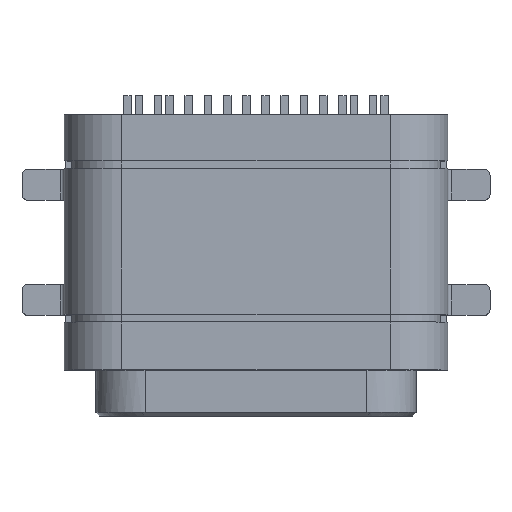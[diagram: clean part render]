
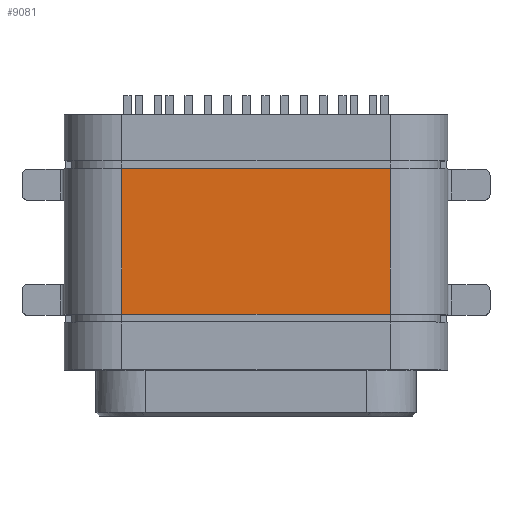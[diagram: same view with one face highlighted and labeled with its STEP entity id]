
A CAD part, top view. The second image highlights one B-rep face of the part: STEP entity #9081.
In plain terms, the highlighted planar face has unit normal (0, 0, 1).
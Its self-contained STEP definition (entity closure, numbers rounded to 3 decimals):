
#525=FACE_OUTER_BOUND('',#1010,.T.);
#1010=EDGE_LOOP('',(#7169,#7170,#7171,#7172));
#1649=LINE('',#13832,#2747);
#1676=LINE('',#13903,#2774);
#1936=LINE('',#14542,#3034);
#1937=LINE('',#14543,#3035);
#2747=VECTOR('',#10617,1.);
#2774=VECTOR('',#10682,1.);
#3034=VECTOR('',#11330,1.);
#3035=VECTOR('',#11331,1.);
#3875=VERTEX_POINT('',#13830);
#3876=VERTEX_POINT('',#13831);
#3900=VERTEX_POINT('',#13900);
#3901=VERTEX_POINT('',#13902);
#4824=EDGE_CURVE('',#3875,#3876,#1649,.T.);
#4864=EDGE_CURVE('',#3900,#3901,#1676,.T.);
#5155=EDGE_CURVE('',#3875,#3901,#1936,.T.);
#5156=EDGE_CURVE('',#3900,#3876,#1937,.T.);
#7169=ORIENTED_EDGE('',*,*,#5155,.T.);
#7170=ORIENTED_EDGE('',*,*,#4864,.F.);
#7171=ORIENTED_EDGE('',*,*,#5156,.T.);
#7172=ORIENTED_EDGE('',*,*,#4824,.F.);
#8399=PLANE('',#9652);
#9081=ADVANCED_FACE('',(#525),#8399,.T.);
#9652=AXIS2_PLACEMENT_3D('',#14541,#11328,#11329);
#10617=DIRECTION('',(-1.,0.,0.));
#10682=DIRECTION('',(1.,0.,0.));
#11328=DIRECTION('center_axis',(0.,0.,1.));
#11329=DIRECTION('ref_axis',(1.,0.,0.));
#11330=DIRECTION('',(0.,1.,0.));
#11331=DIRECTION('',(0.,-1.,0.));
#13830=CARTESIAN_POINT('',(3.5,-1.525,4.6));
#13831=CARTESIAN_POINT('',(-3.5,-1.525,4.6));
#13832=CARTESIAN_POINT('',(0.,-1.525,4.6));
#13900=CARTESIAN_POINT('',(-3.5,2.275,4.6));
#13902=CARTESIAN_POINT('',(3.5,2.275,4.6));
#13903=CARTESIAN_POINT('',(0.,2.275,4.6));
#14541=CARTESIAN_POINT('Origin',(0.,0.375,4.6));
#14542=CARTESIAN_POINT('',(3.5,-1.525,4.6));
#14543=CARTESIAN_POINT('',(-3.5,-1.525,4.6));
